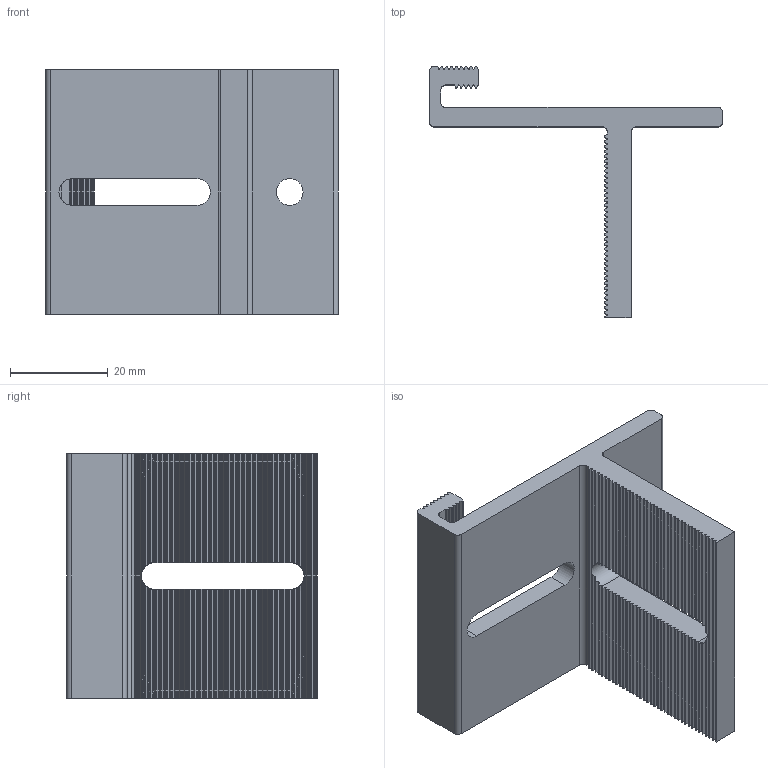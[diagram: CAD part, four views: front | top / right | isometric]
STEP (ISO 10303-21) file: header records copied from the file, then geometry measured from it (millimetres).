
FILE_DESCRIPTION((''),'2;1');
FILE_NAME('SZ5203N_A.stp','2013-08-30T10:58:34',('janine behrens'),(''),'Autodesk Inventor 2012','Autodesk Inventor 2012','');
FILE_SCHEMA(('AUTOMOTIVE_DESIGN { 1 0 10303 214 1 1 1 1 }'));
Length unit declared in the file: millimetre
Products named in the file (1): SZ5203N_A
Bounding box: 60 x 51.4 x 50 mm (x, y, z)
Volume: 22815.4 mm3; surface area: 14163.2 mm2
Topology: 1 solids, 1 shells, 371 faces, 1112 edges, 741 vertices
Faces by surface type: plane 187, cylinder 184
Full cylindrical faces by diameter (mm): 5.5 x1
Entity records: 12870 total; most frequent: CARTESIAN_POINT 2505, ORIENTED_EDGE 2220, DIRECTION 2202, EDGE_CURVE 1110, AXIS2_PLACEMENT_3D 743, VERTEX_POINT 740, VECTOR 716, LINE 716
